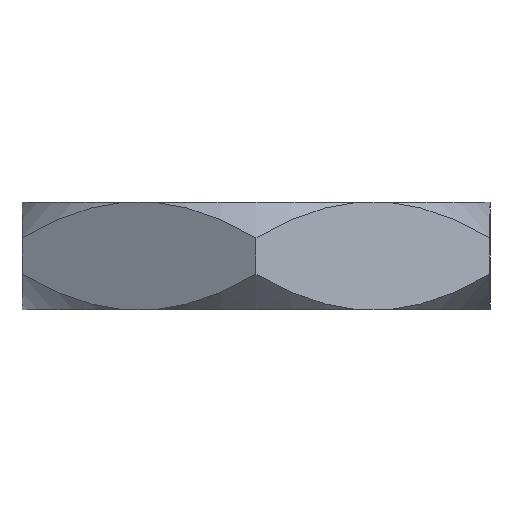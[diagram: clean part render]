
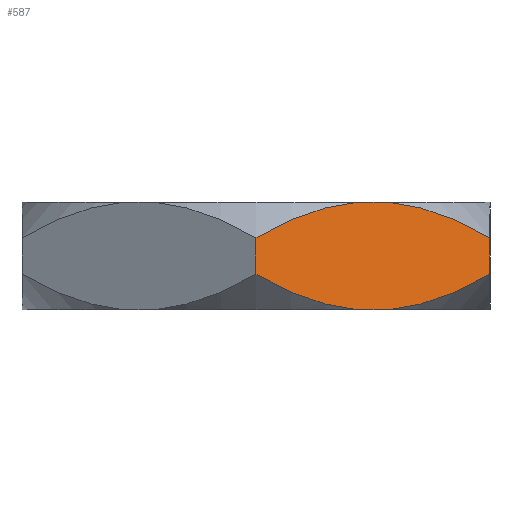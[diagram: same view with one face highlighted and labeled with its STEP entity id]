
A CAD part, left-side view. The second image highlights one B-rep face of the part: STEP entity #587.
In plain terms, the highlighted planar face has unit normal (-0.866, -0.5, 0).
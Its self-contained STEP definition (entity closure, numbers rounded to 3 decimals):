
#17=(
BOUNDED_CURVE()
B_SPLINE_CURVE(2,(#1713,#1714,#1715),.UNSPECIFIED.,.F.,.F.)
B_SPLINE_CURVE_WITH_KNOTS((3,3),(0.056,0.276),
 .UNSPECIFIED.)
CURVE()
GEOMETRIC_REPRESENTATION_ITEM()
RATIONAL_B_SPLINE_CURVE((1.014,1.036,1.))
REPRESENTATION_ITEM('')
);
#20=(
BOUNDED_CURVE()
B_SPLINE_CURVE(2,(#1724,#1725,#1726),.UNSPECIFIED.,.F.,.F.)
B_SPLINE_CURVE_WITH_KNOTS((3,3),(0.,0.221),.UNSPECIFIED.)
CURVE()
GEOMETRIC_REPRESENTATION_ITEM()
RATIONAL_B_SPLINE_CURVE((1.,1.036,1.014))
REPRESENTATION_ITEM('')
);
#27=(
BOUNDED_CURVE()
B_SPLINE_CURVE(2,(#1757,#1758,#1759),.UNSPECIFIED.,.F.,.F.)
B_SPLINE_CURVE_WITH_KNOTS((3,3),(0.,0.221),.UNSPECIFIED.)
CURVE()
GEOMETRIC_REPRESENTATION_ITEM()
RATIONAL_B_SPLINE_CURVE((1.,1.036,1.014))
REPRESENTATION_ITEM('')
);
#30=(
BOUNDED_CURVE()
B_SPLINE_CURVE(2,(#1773,#1774,#1775),.UNSPECIFIED.,.F.,.F.)
B_SPLINE_CURVE_WITH_KNOTS((3,3),(0.056,0.276),
 .UNSPECIFIED.)
CURVE()
GEOMETRIC_REPRESENTATION_ITEM()
RATIONAL_B_SPLINE_CURVE((1.014,1.036,1.))
REPRESENTATION_ITEM('')
);
#56=PLANE('',#647);
#89=FACE_OUTER_BOUND('',#122,.T.);
#122=EDGE_LOOP('',(#497,#498,#499,#500,#501,#502,#503,#504));
#180=LINE('',#1695,#206);
#187=LINE('',#1823,#213);
#188=LINE('',#1825,#214);
#189=LINE('',#1826,#215);
#206=VECTOR('',#703,10.);
#213=VECTOR('',#754,10.);
#214=VECTOR('',#757,10.);
#215=VECTOR('',#758,10.);
#252=VERTEX_POINT('',#1692);
#253=VERTEX_POINT('',#1694);
#258=VERTEX_POINT('',#1712);
#259=VERTEX_POINT('',#1720);
#265=VERTEX_POINT('',#1755);
#266=VERTEX_POINT('',#1756);
#269=VERTEX_POINT('',#1767);
#270=VERTEX_POINT('',#1771);
#323=EDGE_CURVE('',#253,#252,#180,.T.);
#330=EDGE_CURVE('',#258,#253,#17,.T.);
#333=EDGE_CURVE('',#252,#259,#20,.T.);
#341=EDGE_CURVE('',#265,#266,#27,.T.);
#346=EDGE_CURVE('',#269,#270,#30,.T.);
#362=EDGE_CURVE('',#259,#269,#187,.T.);
#363=EDGE_CURVE('',#265,#270,#188,.T.);
#364=EDGE_CURVE('',#258,#266,#189,.T.);
#497=ORIENTED_EDGE('',*,*,#333,.T.);
#498=ORIENTED_EDGE('',*,*,#362,.T.);
#499=ORIENTED_EDGE('',*,*,#346,.T.);
#500=ORIENTED_EDGE('',*,*,#363,.F.);
#501=ORIENTED_EDGE('',*,*,#341,.T.);
#502=ORIENTED_EDGE('',*,*,#364,.F.);
#503=ORIENTED_EDGE('',*,*,#330,.T.);
#504=ORIENTED_EDGE('',*,*,#323,.T.);
#587=ADVANCED_FACE('',(#89),#56,.T.);
#647=AXIS2_PLACEMENT_3D('',#1824,#755,#756);
#703=DIRECTION('',(0.5,-0.866,0.));
#754=DIRECTION('',(0.,0.,1.));
#755=DIRECTION('center_axis',(-0.866,-0.5,0.));
#756=DIRECTION('ref_axis',(0.5,-0.866,0.));
#757=DIRECTION('',(0.5,-0.866,0.));
#758=DIRECTION('',(0.,0.,1.));
#1692=CARTESIAN_POINT('',(-3.314,-2.259,0.));
#1694=CARTESIAN_POINT('',(-3.614,-1.741,0.));
#1695=CARTESIAN_POINT('',(-4.619,0.,0.));
#1712=CARTESIAN_POINT('',(-4.619,0.,0.608));
#1713=CARTESIAN_POINT('Ctrl Pts',(-4.619,0.,0.608));
#1714=CARTESIAN_POINT('Ctrl Pts',(-4.081,-0.932,
0.07));
#1715=CARTESIAN_POINT('Ctrl Pts',(-3.614,-1.741,0.));
#1720=CARTESIAN_POINT('',(-2.309,-4.,0.608));
#1724=CARTESIAN_POINT('Ctrl Pts',(-3.314,-2.259,0.));
#1725=CARTESIAN_POINT('Ctrl Pts',(-2.847,-3.068,0.07));
#1726=CARTESIAN_POINT('Ctrl Pts',(-2.309,-4.,0.608));
#1755=CARTESIAN_POINT('',(-3.614,-1.741,1.84));
#1756=CARTESIAN_POINT('',(-4.619,0.,1.232));
#1757=CARTESIAN_POINT('Ctrl Pts',(-3.614,-1.741,1.84));
#1758=CARTESIAN_POINT('Ctrl Pts',(-4.081,-0.932,1.77));
#1759=CARTESIAN_POINT('Ctrl Pts',(-4.619,0.,1.232));
#1767=CARTESIAN_POINT('',(-2.309,-4.,1.232));
#1771=CARTESIAN_POINT('',(-3.314,-2.259,1.84));
#1773=CARTESIAN_POINT('Ctrl Pts',(-2.309,-4.,1.232));
#1774=CARTESIAN_POINT('Ctrl Pts',(-2.847,-3.068,1.77));
#1775=CARTESIAN_POINT('Ctrl Pts',(-3.314,-2.259,1.84));
#1823=CARTESIAN_POINT('',(-2.309,-4.,0.));
#1824=CARTESIAN_POINT('Origin',(-4.619,0.,0.));
#1825=CARTESIAN_POINT('',(-4.619,0.,1.84));
#1826=CARTESIAN_POINT('',(-4.619,0.,0.));
